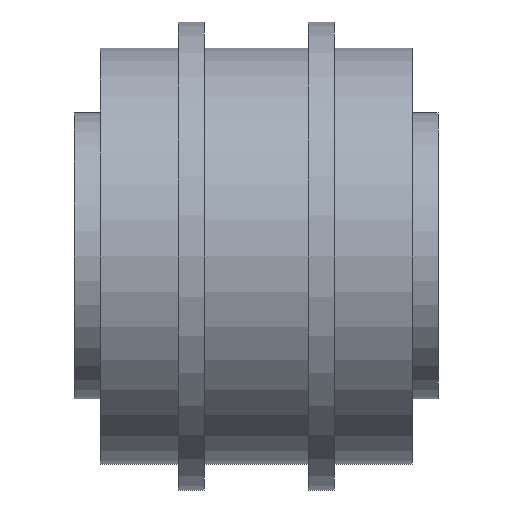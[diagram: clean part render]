
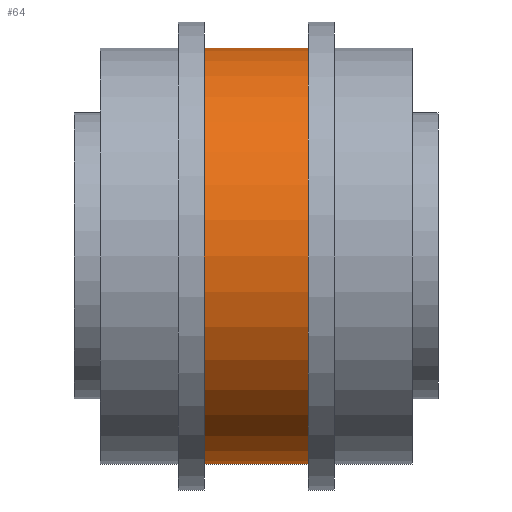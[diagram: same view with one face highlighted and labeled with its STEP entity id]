
A CAD part, front view. The second image highlights one B-rep face of the part: STEP entity #64.
In plain terms, the highlighted cylindrical face has radius 80 mm (diameter 160 mm), a full revolution.
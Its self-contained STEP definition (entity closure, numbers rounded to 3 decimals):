
#64 = ADVANCED_FACE( '', ( #145, #146 ), #147, .T. );
#145 = FACE_OUTER_BOUND( '', #248, .T. );
#146 = FACE_OUTER_BOUND( '', #249, .T. );
#147 = CYLINDRICAL_SURFACE( '', #250, 80. );
#248 = EDGE_LOOP( '', ( #361 ) );
#249 = EDGE_LOOP( '', ( #362 ) );
#250 = AXIS2_PLACEMENT_3D( '', #363, #364, #365 );
#361 = ORIENTED_EDGE( '', *, *, #461, .T. );
#362 = ORIENTED_EDGE( '', *, *, #478, .F. );
#363 = CARTESIAN_POINT( '', ( 70., 0., 0. ) );
#364 = DIRECTION( '', ( -1., 0., 0. ) );
#365 = DIRECTION( '', ( 0., 0., -1. ) );
#461 = EDGE_CURVE( '', #512, #512, #513, .T. );
#478 = EDGE_CURVE( '', #539, #539, #540, .T. );
#512 = VERTEX_POINT( '', #584 );
#513 = CIRCLE( '', #585, 80. );
#539 = VERTEX_POINT( '', #611 );
#540 = CIRCLE( '', #612, 80. );
#584 = CARTESIAN_POINT( '', ( -20., 0., -80. ) );
#585 = AXIS2_PLACEMENT_3D( '', #657, #658, #659 );
#611 = CARTESIAN_POINT( '', ( 20., 0., -80. ) );
#612 = AXIS2_PLACEMENT_3D( '', #687, #688, #689 );
#657 = CARTESIAN_POINT( '', ( -20., 0., 0. ) );
#658 = DIRECTION( '', ( 1., 0., 0. ) );
#659 = DIRECTION( '', ( 0., 0., -1. ) );
#687 = CARTESIAN_POINT( '', ( 20., 0., 0. ) );
#688 = DIRECTION( '', ( 1., 0., 0. ) );
#689 = DIRECTION( '', ( 0., 0., -1. ) );
